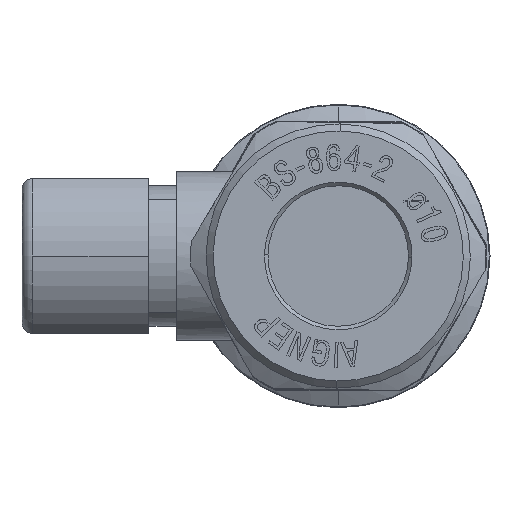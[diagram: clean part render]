
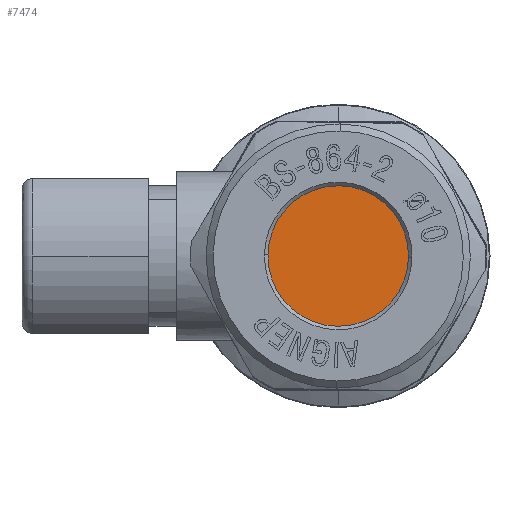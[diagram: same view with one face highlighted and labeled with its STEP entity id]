
A CAD part, left-side view. The second image highlights one B-rep face of the part: STEP entity #7474.
In plain terms, the highlighted planar face has unit normal (-1, 0, 0).
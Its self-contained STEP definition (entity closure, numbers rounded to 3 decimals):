
#1171 = FACE_OUTER_BOUND ( 'NONE', #14347, .T. ) ;
#7474 = ADVANCED_FACE ( 'NONE', ( #1171 ), #50354, .F. ) ;
#8626 = CARTESIAN_POINT ( 'NONE',  ( -23.265, 0., 0. ) ) ;
#8627 = DIRECTION ( 'NONE',  ( 1., 0., 0. ) ) ;
#8628 = DIRECTION ( 'NONE',  ( 0., 1., 0. ) ) ;
#10283 = AXIS2_PLACEMENT_3D ( 'NONE', #17313, #17314, #17315 ) ;
#14347 = EDGE_LOOP ( 'NONE', ( #52928, #52929 ) ) ;
#15750 = EDGE_CURVE ( 'NONE', #26068, #26062, #41156, .T. ) ;
#17313 = CARTESIAN_POINT ( 'NONE',  ( -23.265, 0., 0. ) ) ;
#17314 = DIRECTION ( 'NONE',  ( 1., 0., 0. ) ) ;
#17315 = DIRECTION ( 'NONE',  ( 0., 1., 0. ) ) ;
#26062 = VERTEX_POINT ( 'NONE', #32453 ) ;
#26068 = VERTEX_POINT ( 'NONE', #32456 ) ;
#32453 = CARTESIAN_POINT ( 'NONE',  ( -23.265, -4.999, -0.076 ) ) ;
#32456 = CARTESIAN_POINT ( 'NONE',  ( -23.265, 4.999, 0.076 ) ) ;
#34513 = CIRCLE ( 'NONE', #43971, 5. ) ;
#39563 = AXIS2_PLACEMENT_3D ( 'NONE', #50357, #50365, #50366 ) ;
#41156 = CIRCLE ( 'NONE', #10283, 5. ) ;
#43971 = AXIS2_PLACEMENT_3D ( 'NONE', #8626, #8627, #8628 ) ;
#50354 = PLANE ( 'NONE',  #39563 ) ;
#50357 = CARTESIAN_POINT ( 'NONE',  ( -23.265, 0., 0. ) ) ;
#50365 = DIRECTION ( 'NONE',  ( 1., 0., 0. ) ) ;
#50366 = DIRECTION ( 'NONE',  ( 0., 1., 0. ) ) ;
#52928 = ORIENTED_EDGE ( 'NONE', *, *, #15750, .F. ) ;
#52929 = ORIENTED_EDGE ( 'NONE', *, *, #54174, .F. ) ;
#54174 = EDGE_CURVE ( 'NONE', #26062, #26068, #34513, .T. ) ;
